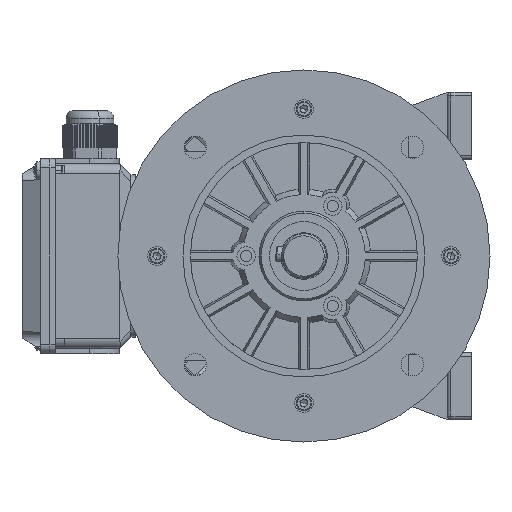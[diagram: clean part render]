
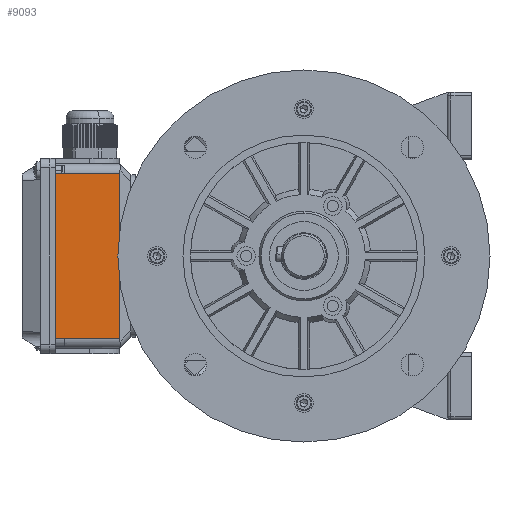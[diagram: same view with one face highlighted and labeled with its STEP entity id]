
A CAD part, left-side view. The second image highlights one B-rep face of the part: STEP entity #9093.
In plain terms, the highlighted face is planar.
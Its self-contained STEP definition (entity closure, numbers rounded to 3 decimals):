
#1819 = DIRECTION ( 'NONE',  ( 1., 0., 0. ) ) ;
#6453 = DIRECTION ( 'NONE',  ( 0., -1., 0. ) ) ;
#7021 = VERTEX_POINT ( 'NONE', #45752 ) ;
#8886 = CARTESIAN_POINT ( 'NONE',  ( -52.5, 68., 39.5 ) ) ;
#9093 = ADVANCED_FACE ( 'NONE', ( #10255 ), #31409, .F. ) ;
#10255 = FACE_OUTER_BOUND ( 'NONE', #26722, .T. ) ;
#11102 = ORIENTED_EDGE ( 'NONE', *, *, #12714, .F. ) ;
#12714 = EDGE_CURVE ( 'NONE', #7021, #120985, #26794, .T. ) ;
#14317 = CARTESIAN_POINT ( 'NONE',  ( -52.5, 68., 5. ) ) ;
#16608 = VECTOR ( 'NONE', #44711, 1000. ) ;
#18956 = CARTESIAN_POINT ( 'NONE',  ( -52.5, 68., 39.5 ) ) ;
#21365 = LINE ( 'NONE', #8886, #114385 ) ;
#22775 = AXIS2_PLACEMENT_3D ( 'NONE', #18956, #6453, #115686 ) ;
#25833 = VERTEX_POINT ( 'NONE', #38595 ) ;
#26722 = EDGE_LOOP ( 'NONE', ( #119634, #104066, #11102, #94501 ) ) ;
#26776 = CARTESIAN_POINT ( 'NONE',  ( 44.5, 68., 5. ) ) ;
#26794 = LINE ( 'NONE', #14317, #75885 ) ;
#31409 = PLANE ( 'NONE',  #22775 ) ;
#38595 = CARTESIAN_POINT ( 'NONE',  ( -44.5, 68., 39.5 ) ) ;
#44711 = DIRECTION ( 'NONE',  ( 0., 0., -1. ) ) ;
#45752 = CARTESIAN_POINT ( 'NONE',  ( -44.5, 68., 5. ) ) ;
#53188 = EDGE_CURVE ( 'NONE', #7021, #25833, #84926, .T. ) ;
#57194 = CARTESIAN_POINT ( 'NONE',  ( 44.5, 68., 39.5 ) ) ;
#57901 = VERTEX_POINT ( 'NONE', #95193 ) ;
#60067 = DIRECTION ( 'NONE',  ( 0., 0., 1. ) ) ;
#69600 = LINE ( 'NONE', #57194, #16608 ) ;
#72473 = CARTESIAN_POINT ( 'NONE',  ( -44.5, 68., 39.5 ) ) ;
#75885 = VECTOR ( 'NONE', #1819, 1000. ) ;
#84143 = EDGE_CURVE ( 'NONE', #25833, #57901, #21365, .T. ) ;
#84926 = LINE ( 'NONE', #72473, #100967 ) ;
#94501 = ORIENTED_EDGE ( 'NONE', *, *, #53188, .T. ) ;
#95193 = CARTESIAN_POINT ( 'NONE',  ( 44.5, 68., 39.5 ) ) ;
#97157 = EDGE_CURVE ( 'NONE', #57901, #120985, #69600, .T. ) ;
#100967 = VECTOR ( 'NONE', #60067, 1000. ) ;
#104066 = ORIENTED_EDGE ( 'NONE', *, *, #97157, .T. ) ;
#114385 = VECTOR ( 'NONE', #118090, 1000. ) ;
#115686 = DIRECTION ( 'NONE',  ( 0., 0., -1. ) ) ;
#118090 = DIRECTION ( 'NONE',  ( 1., 0., 0. ) ) ;
#119634 = ORIENTED_EDGE ( 'NONE', *, *, #84143, .T. ) ;
#120985 = VERTEX_POINT ( 'NONE', #26776 ) ;
